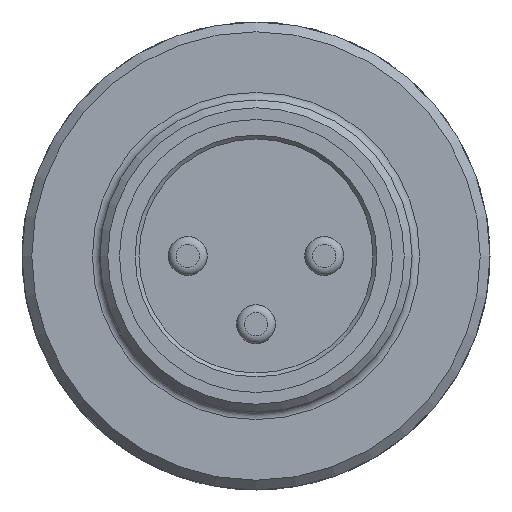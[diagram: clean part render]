
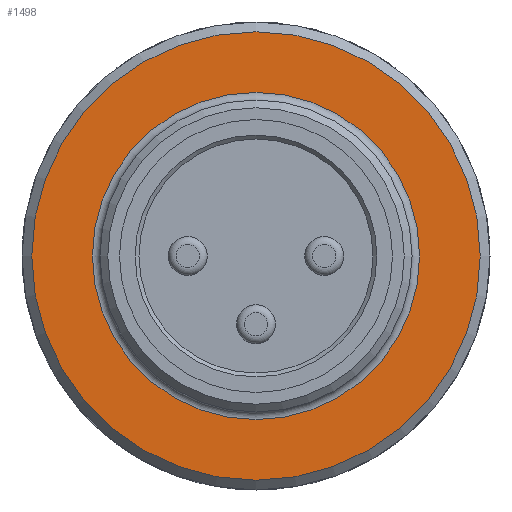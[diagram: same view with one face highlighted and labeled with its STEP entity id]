
A CAD part, front view. The second image highlights one B-rep face of the part: STEP entity #1498.
In plain terms, the highlighted planar face has unit normal (0, -1, 0).
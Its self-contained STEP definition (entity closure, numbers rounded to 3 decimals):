
#17=PLANE($,#1661);
#268=FACE_BOUND($,#437,.T.);
#312=FACE_OUTER_BOUND($,#436,.T.);
#436=EDGE_LOOP($,(#1043));
#437=EDGE_LOOP($,(#1044));
#543=CIRCLE($,#1613,5.75);
#544=CIRCLE($,#1615,4.195);
#642=VERTEX_POINT($,#2290);
#643=VERTEX_POINT($,#2293);
#779=EDGE_CURVE($,#642,#642,#543,.T.);
#780=EDGE_CURVE($,#643,#643,#544,.T.);
#1043=ORIENTED_EDGE($,*,*,#779,.F.);
#1044=ORIENTED_EDGE($,*,*,#780,.T.);
#1498=ADVANCED_FACE($,(#312,#268),#17,.T.);
#1613=AXIS2_PLACEMENT_3D($,#2291,#1860,#1861);
#1615=AXIS2_PLACEMENT_3D($,#2294,#1864,#1865);
#1661=AXIS2_PLACEMENT_3D($,#2408,#1970,#1971);
#1860=DIRECTION('center_axis',(0.,1.,0.));
#1861=DIRECTION('ref_axis',(0.,0.,1.));
#1864=DIRECTION('center_axis',(0.,1.,0.));
#1865=DIRECTION('ref_axis',(0.,0.,1.));
#1970=DIRECTION('center_axis',(0.,-1.,0.));
#1971=DIRECTION('ref_axis',(0.,0.,-1.));
#2290=CARTESIAN_POINT('',(0.,-5.1,-5.75));
#2291=CARTESIAN_POINT('Origin',(0.,-5.1,0.));
#2293=CARTESIAN_POINT('',(0.,-5.1,-4.195));
#2294=CARTESIAN_POINT('Origin',(0.,-5.1,0.));
#2408=CARTESIAN_POINT('Origin',(0.,-5.1,4.973));
